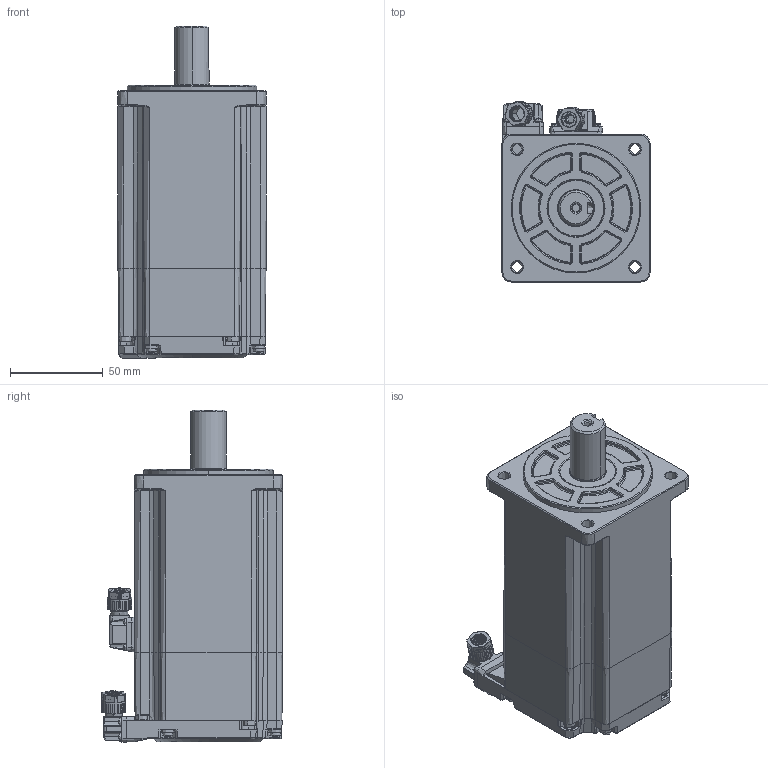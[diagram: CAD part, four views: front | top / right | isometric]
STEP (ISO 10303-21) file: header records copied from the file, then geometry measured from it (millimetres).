
FILE_DESCRIPTION (( 'STEP AP203' ), '1' );
FILE_NAME ('MS6H-80CM30BZ4-21P0.STEP', '2024-03-13T06:09:46', ( '' ), ( '' ), 'SwSTEP 2.0', 'SolidWorks 2022', '' );
FILE_SCHEMA (( 'CONFIG_CONTROL_DESIGN' ));
Length unit declared in the file: millimetre
Products named in the file (1): MS6H-80CM30BZ4-21P0
Bounding box: 80 x 97.83 x 179.4 mm (x, y, z)
Surface area: 68444.4 mm2 (no closed solid volume)
Topology: 0 solids, 45 shells, 1392 faces, 4504 edges, 3008 vertices
Faces by surface type: plane 475, cylinder 425, bspline 214, cone 149, torus 83, sphere 46
Entity records: 65842 total; most frequent: CARTESIAN_POINT 30013, ORIENTED_EDGE 7497, DIRECTION 6645, EDGE_CURVE 4480, VERTEX_POINT 3008, AXIS2_PLACEMENT_3D 2496, VECTOR 1653, LINE 1653
